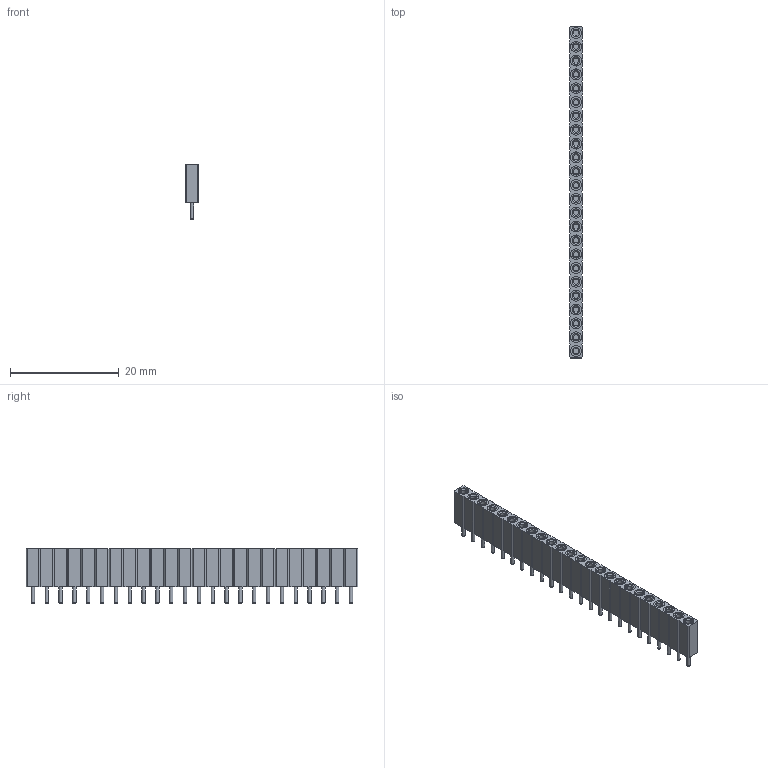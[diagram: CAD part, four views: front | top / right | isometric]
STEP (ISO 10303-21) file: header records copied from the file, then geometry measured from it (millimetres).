
FILE_DESCRIPTION(('FreeCAD Model'),'2;1');
FILE_NAME('Open CASCADE Shape Model','2022-08-01T22:41:32',(''),(''), 'Open CASCADE STEP processor 7.6','FreeCAD','Unknown');
FILE_SCHEMA(('AUTOMOTIVE_DESIGN { 1 0 10303 214 1 1 1 1 }'));
Length unit declared in the file: millimetre
Products named in the file (3): PinSocket_7.0 mm_1x024_P2.54mm_Vertical; MainBody; Connector
Assembly tree (2 placements, depth 2):
  PinSocket_7.0 mm_1x024_P2.54mm_Vertical
    MainBody
    Connector
Bounding box: 2.54 x 60.96 x 10 mm (x, y, z)
Volume: 1026.7 mm3; surface area: 3834.8 mm2
Topology: 25 solids, 25 shells, 436 faces, 918 edges, 580 vertices
Faces by surface type: plane 244, cylinder 120, cone 48, torus 24
Full cylindrical faces by diameter (mm): 0.6 x24, 1 x48, 2 x48
Entity records: 11910 total; most frequent: DIRECTION 2108, CARTESIAN_POINT 1937, ORIENTED_EDGE 1836, EDGE_CURVE 918, AXIS2_PLACEMENT_3D 751, LINE 606, VECTOR 606, VERTEX_POINT 580
